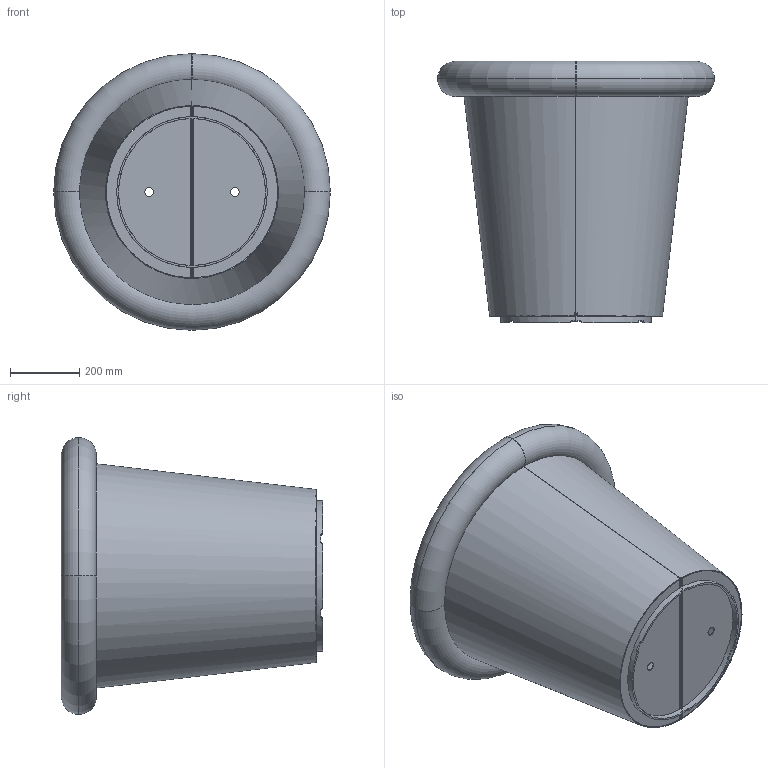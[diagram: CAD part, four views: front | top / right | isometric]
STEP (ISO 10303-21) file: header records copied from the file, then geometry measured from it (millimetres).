
FILE_DESCRIPTION (( 'STEP AP203' ), '1' );
FILE_NAME ('Tube CTC2.STEP', '2020-01-20T07:35:00', ( '' ), ( '' ), 'SwSTEP 2.0', 'SolidWorks 2019', '' );
FILE_SCHEMA (( 'CONFIG_CONTROL_DESIGN' ));
Length unit declared in the file: millimetre
Products named in the file (5): Tube CTC2-bottom; Tube CTC2-bottomring; Tube CTC2-wall; Tube CTC2-Edge; Tube CTC2
Assembly tree (5 placements, depth 2):
  Tube CTC2
    Tube CTC2-bottom  x2
    Tube CTC2-wall
    Tube CTC2-Edge
    Tube CTC2-bottomring
Bounding box: 800 x 755.56 x 800 mm (x, y, z)
Volume: 5285259.9 mm3; surface area: 4165111.2 mm2
Topology: 5 solids, 5 shells, 104 faces, 258 edges, 164 vertices
Faces by surface type: plane 45, cylinder 38, torus 12, bspline 9
Entity records: 4867 total; most frequent: CARTESIAN_POINT 2217, ORIENTED_EDGE 460, DIRECTION 414, EDGE_CURVE 230, AXIS2_PLACEMENT_3D 157, VERTEX_POINT 148, LINE 100, VECTOR 100
